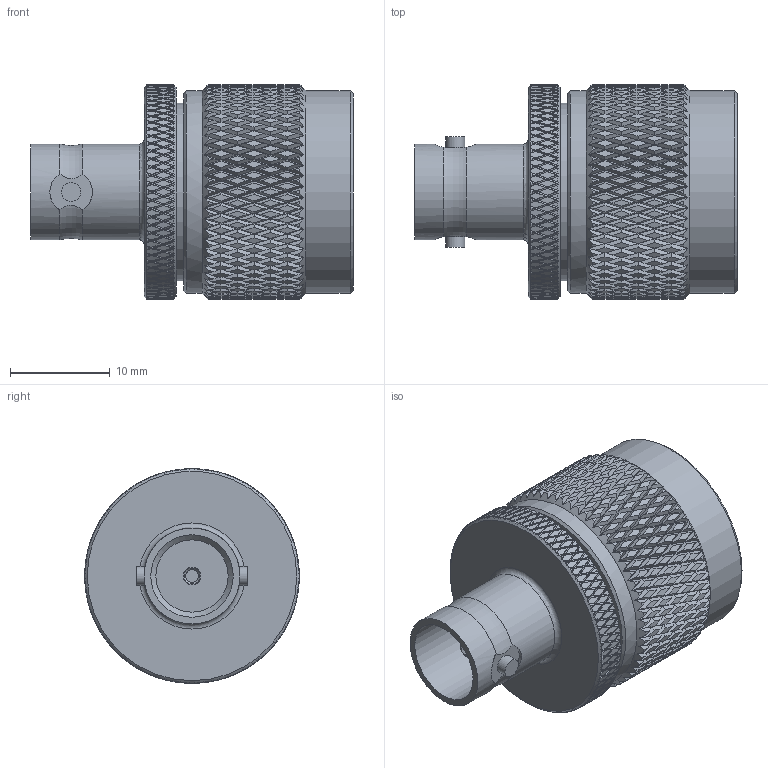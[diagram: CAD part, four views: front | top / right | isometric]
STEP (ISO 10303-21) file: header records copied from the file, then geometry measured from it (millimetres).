
FILE_DESCRIPTION (( 'STEP AP203' ), '1' );
FILE_NAME ('SM3510_3D.step', '2021-09-27T15:24:53', ( '' ), ( '' ), 'SwSTEP 2.0', 'SolidWorks 2021', '' );
FILE_SCHEMA (( 'CONFIG_CONTROL_DESIGN' ));
Products named in the file (1): SM3510_3D
Bounding box: 32.31 x 21.47 x 21.47 mm (x, y, z)
Volume: 5701.6 mm3; surface area: 4460.4 mm2
Topology: 1 solids, 1 shells, 4201 faces, 9415 edges, 5227 vertices
Faces by surface type: bspline 3362, cylinder 764, plane 47, cone 24, torus 4
Full cylindrical faces by diameter (mm): 1.27 x1, 1.524 x1, 1.778 x1, 1.905 x2, 2.54 x1, 6.807 x1, 7.823 x1, 8.255 x1, 9.601 x2, 16.383 x1, 17.769 x1, 20.309 x2
Entity records: 148885 total; most frequent: CARTESIAN_POINT 92880, ORIENTED_EDGE 18742, EDGE_CURVE 9371, VERTEX_POINT 5212, B_SPLINE_CURVE_WITH_KNOTS 4516, EDGE_LOOP 4239, FACE_OUTER_BOUND 4217, ADVANCED_FACE 4200
